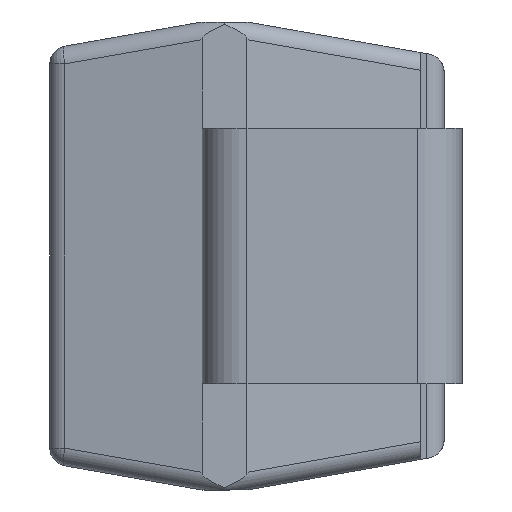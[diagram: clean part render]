
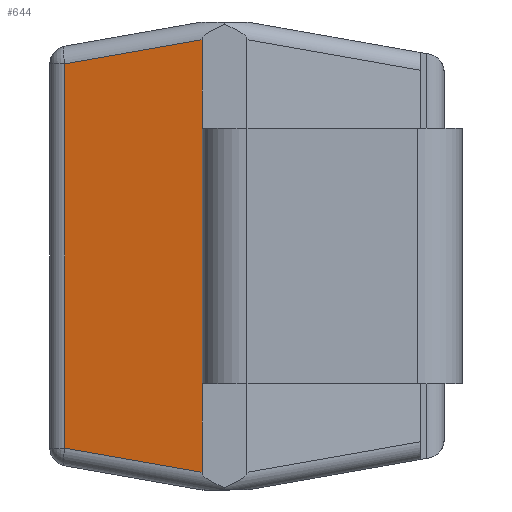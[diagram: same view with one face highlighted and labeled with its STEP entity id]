
A CAD part, left-side view. The second image highlights one B-rep face of the part: STEP entity #644.
In plain terms, the highlighted planar face has unit normal (-0.985, 0.174, 0).
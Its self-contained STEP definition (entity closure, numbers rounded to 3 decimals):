
#156 = EDGE_CURVE ( 'NONE', #2606, #1212, #1596, .T. ) ;
#173 = DIRECTION ( 'NONE',  ( -0.171, -0.97, -0.171 ) ) ;
#180 = DIRECTION ( 'NONE',  ( 0., 0., -1. ) ) ;
#181 = CARTESIAN_POINT ( 'NONE',  ( -2.01, 0.317, 1.3 ) ) ;
#190 = ORIENTED_EDGE ( 'NONE', *, *, #2114, .F. ) ;
#237 = FACE_OUTER_BOUND ( 'NONE', #806, .T. ) ;
#321 = VERTEX_POINT ( 'NONE', #1719 ) ;
#401 = DIRECTION ( 'NONE',  ( 0.171, 0.97, -0.171 ) ) ;
#477 = CARTESIAN_POINT ( 'NONE',  ( -1.876, 1.08, -1.067 ) ) ;
#480 = ORIENTED_EDGE ( 'NONE', *, *, #156, .T. ) ;
#569 = CARTESIAN_POINT ( 'NONE',  ( -2.01, 0.317, -1.202 ) ) ;
#591 = VECTOR ( 'NONE', #2372, 1000. ) ;
#606 = EDGE_CURVE ( 'NONE', #2195, #2606, #1146, .T. ) ;
#644 = ADVANCED_FACE ( 'NONE', ( #237 ), #2206, .T. ) ;
#702 = AXIS2_PLACEMENT_3D ( 'NONE', #1032, #1623, #1394 ) ;
#802 = VERTEX_POINT ( 'NONE', #2270 ) ;
#806 = EDGE_LOOP ( 'NONE', ( #1352, #480, #1541, #968, #190, #1118 ) ) ;
#968 = ORIENTED_EDGE ( 'NONE', *, *, #1843, .F. ) ;
#978 = EDGE_CURVE ( 'NONE', #1049, #2195, #1831, .T. ) ;
#1032 = CARTESIAN_POINT ( 'NONE',  ( -2.004, 0.353, 1.3 ) ) ;
#1049 = VERTEX_POINT ( 'NONE', #2292 ) ;
#1062 = CARTESIAN_POINT ( 'NONE',  ( -2.01, 0.317, 0.71 ) ) ;
#1118 = ORIENTED_EDGE ( 'NONE', *, *, #978, .T. ) ;
#1146 = LINE ( 'NONE', #1957, #1236 ) ;
#1166 = CARTESIAN_POINT ( 'NONE',  ( -2.01, 0.317, 1.3 ) ) ;
#1192 = CARTESIAN_POINT ( 'NONE',  ( -2.007, 0.336, 1.198 ) ) ;
#1212 = VERTEX_POINT ( 'NONE', #569 ) ;
#1236 = VECTOR ( 'NONE', #180, 1000. ) ;
#1283 = DIRECTION ( 'NONE',  ( 0., 0., -1. ) ) ;
#1290 = VECTOR ( 'NONE', #1408, 1000. ) ;
#1352 = ORIENTED_EDGE ( 'NONE', *, *, #606, .T. ) ;
#1394 = DIRECTION ( 'NONE',  ( -0.174, -0.985, 0. ) ) ;
#1408 = DIRECTION ( 'NONE',  ( 0., 0., -1. ) ) ;
#1541 = ORIENTED_EDGE ( 'NONE', *, *, #2365, .F. ) ;
#1596 = LINE ( 'NONE', #2025, #2117 ) ;
#1623 = DIRECTION ( 'NONE',  ( -0.985, 0.174, 0. ) ) ;
#1719 = CARTESIAN_POINT ( 'NONE',  ( -2.01, 0.317, -0.71 ) ) ;
#1831 = LINE ( 'NONE', #1192, #1919 ) ;
#1835 = VECTOR ( 'NONE', #1283, 1000. ) ;
#1843 = EDGE_CURVE ( 'NONE', #802, #321, #1851, .T. ) ;
#1851 = LINE ( 'NONE', #1062, #1835 ) ;
#1919 = VECTOR ( 'NONE', #401, 1000. ) ;
#1957 = CARTESIAN_POINT ( 'NONE',  ( -1.876, 1.08, -1.151 ) ) ;
#2015 = CARTESIAN_POINT ( 'NONE',  ( -1.876, 1.08, 1.067 ) ) ;
#2025 = CARTESIAN_POINT ( 'NONE',  ( -2.013, 0.301, -1.204 ) ) ;
#2114 = EDGE_CURVE ( 'NONE', #1049, #802, #2341, .T. ) ;
#2117 = VECTOR ( 'NONE', #173, 1000. ) ;
#2194 = LINE ( 'NONE', #181, #1290 ) ;
#2195 = VERTEX_POINT ( 'NONE', #2015 ) ;
#2206 = PLANE ( 'NONE',  #702 ) ;
#2270 = CARTESIAN_POINT ( 'NONE',  ( -2.01, 0.317, 0.71 ) ) ;
#2292 = CARTESIAN_POINT ( 'NONE',  ( -2.01, 0.317, 1.202 ) ) ;
#2341 = LINE ( 'NONE', #1166, #591 ) ;
#2365 = EDGE_CURVE ( 'NONE', #321, #1212, #2194, .T. ) ;
#2372 = DIRECTION ( 'NONE',  ( 0., 0., -1. ) ) ;
#2606 = VERTEX_POINT ( 'NONE', #477 ) ;
